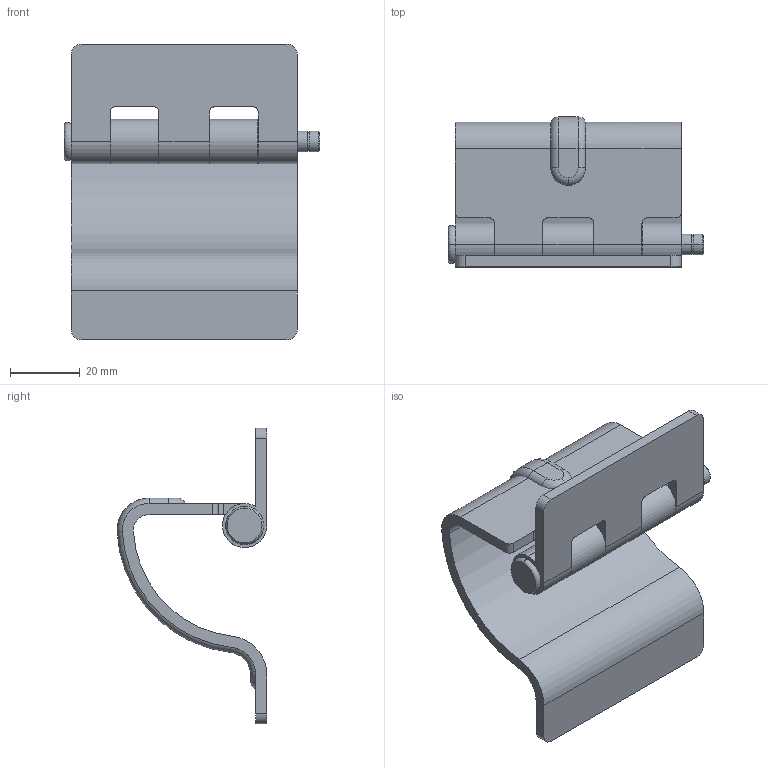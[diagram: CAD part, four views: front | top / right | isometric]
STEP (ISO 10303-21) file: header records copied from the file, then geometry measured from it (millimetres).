
FILE_DESCRIPTION (( 'STEP AP203' ), '1' );
FILE_NAME ('sone3D.STEP', '2015-06-23T00:40:28', ( '' ), ( '' ), 'SwSTEP 2.0', 'SolidWorks 2012', '' );
FILE_SCHEMA (( 'CONFIG_CONTROL_DESIGN' ));
Length unit declared in the file: millimetre
Products named in the file (4): sone3D; B-8-1ヒンジB_; B-8-1ヒンジA_; B-8-1軸_
Assembly tree (3 placements, depth 2):
  sone3D
    B-8-1軸_
    B-8-1ヒンジA_
    B-8-1ヒンジB_
Bounding box: 73.5 x 43.07 x 85 mm (x, y, z)
Volume: 36256.2 mm3; surface area: 24467.4 mm2
Topology: 3 solids, 3 shells, 106 faces, 273 edges, 176 vertices
Faces by surface type: cylinder 55, plane 32, torus 13, bspline 4, cone 2
Entity records: 3744 total; most frequent: DIRECTION 626, CARTESIAN_POINT 623, ORIENTED_EDGE 546, EDGE_CURVE 273, AXIS2_PLACEMENT_3D 251, VERTEX_POINT 176, CIRCLE 143, VECTOR 124
